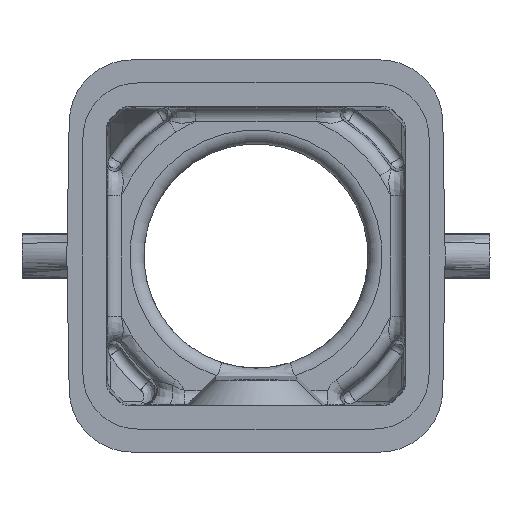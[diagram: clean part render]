
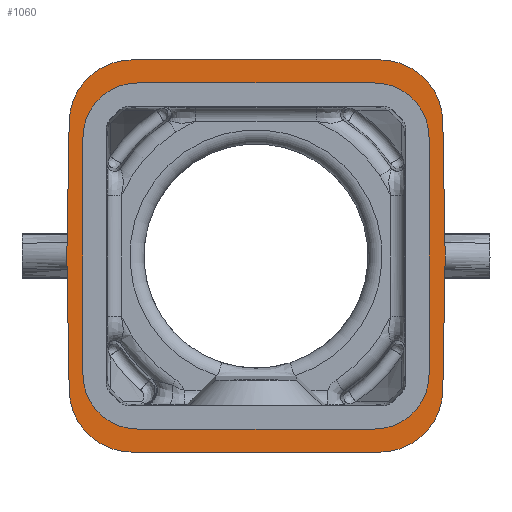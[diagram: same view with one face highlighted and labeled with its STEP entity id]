
A CAD part, front view. The second image highlights one B-rep face of the part: STEP entity #1060.
In plain terms, the highlighted planar face has unit normal (0, -1, 0).
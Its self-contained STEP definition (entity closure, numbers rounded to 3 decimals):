
#887=FACE_BOUND('',#1723,.T.);
#888=FACE_BOUND('',#1724,.T.);
#961=CIRCLE('',#5358,3.9);
#962=CIRCLE('',#5359,3.9);
#963=CIRCLE('',#5360,3.9);
#964=CIRCLE('',#5361,3.9);
#965=CIRCLE('',#5362,4.5);
#966=CIRCLE('',#5363,4.5);
#967=CIRCLE('',#5364,4.5);
#968=CIRCLE('',#5365,4.5);
#1060=ADVANCED_FACE('',(#887,#888),#1319,.F.);
#1319=PLANE('',#5366);
#1723=EDGE_LOOP('',(#2874,#2875,#2876,#2877,#2878,#2879,#2880,#2881));
#1724=EDGE_LOOP('',(#2882,#2883,#2884,#2885,#2886,#2887,#2888,#2889,#2890,
#2891));
#2066=LINE('',#7250,#2384);
#2070=LINE('',#7258,#2388);
#2106=LINE('',#7562,#2424);
#2107=LINE('',#7566,#2425);
#2108=LINE('',#7570,#2426);
#2109=LINE('',#7574,#2427);
#2110=LINE('',#7575,#2428);
#2111=LINE('',#7580,#2429);
#2112=LINE('',#7582,#2430);
#2113=LINE('',#7586,#2431);
#2384=VECTOR('',#5776,1.);
#2388=VECTOR('',#5782,1.);
#2424=VECTOR('',#5884,1.);
#2425=VECTOR('',#5887,1.);
#2426=VECTOR('',#5890,1.);
#2427=VECTOR('',#5893,1.);
#2428=VECTOR('',#5894,1.);
#2429=VECTOR('',#5897,1.);
#2430=VECTOR('',#5898,1.);
#2431=VECTOR('',#5901,1.);
#2874=ORIENTED_EDGE('',*,*,#4631,.T.);
#2875=ORIENTED_EDGE('',*,*,#4632,.F.);
#2876=ORIENTED_EDGE('',*,*,#4633,.F.);
#2877=ORIENTED_EDGE('',*,*,#4634,.F.);
#2878=ORIENTED_EDGE('',*,*,#4635,.F.);
#2879=ORIENTED_EDGE('',*,*,#4636,.F.);
#2880=ORIENTED_EDGE('',*,*,#4637,.T.);
#2881=ORIENTED_EDGE('',*,*,#4638,.T.);
#2882=ORIENTED_EDGE('',*,*,#4639,.T.);
#2883=ORIENTED_EDGE('',*,*,#4640,.T.);
#2884=ORIENTED_EDGE('',*,*,#4641,.T.);
#2885=ORIENTED_EDGE('',*,*,#4642,.T.);
#2886=ORIENTED_EDGE('',*,*,#4643,.T.);
#2887=ORIENTED_EDGE('',*,*,#4644,.T.);
#2888=ORIENTED_EDGE('',*,*,#4645,.T.);
#2889=ORIENTED_EDGE('',*,*,#4548,.T.);
#2890=ORIENTED_EDGE('',*,*,#4552,.T.);
#2891=ORIENTED_EDGE('',*,*,#4646,.T.);
#4106=VERTEX_POINT('',#7249);
#4107=VERTEX_POINT('',#7251);
#4109=VERTEX_POINT('',#7257);
#4178=VERTEX_POINT('',#7560);
#4179=VERTEX_POINT('',#7561);
#4180=VERTEX_POINT('',#7563);
#4181=VERTEX_POINT('',#7565);
#4182=VERTEX_POINT('',#7567);
#4183=VERTEX_POINT('',#7569);
#4184=VERTEX_POINT('',#7571);
#4185=VERTEX_POINT('',#7573);
#4186=VERTEX_POINT('',#7576);
#4187=VERTEX_POINT('',#7577);
#4188=VERTEX_POINT('',#7579);
#4189=VERTEX_POINT('',#7581);
#4190=VERTEX_POINT('',#7583);
#4191=VERTEX_POINT('',#7585);
#4192=VERTEX_POINT('',#7587);
#4548=EDGE_CURVE('',#4107,#4106,#2066,.T.);
#4552=EDGE_CURVE('',#4106,#4109,#2070,.T.);
#4631=EDGE_CURVE('',#4178,#4179,#961,.T.);
#4632=EDGE_CURVE('',#4180,#4179,#2106,.T.);
#4633=EDGE_CURVE('',#4181,#4180,#962,.T.);
#4634=EDGE_CURVE('',#4182,#4181,#2107,.T.);
#4635=EDGE_CURVE('',#4183,#4182,#963,.T.);
#4636=EDGE_CURVE('',#4184,#4183,#2108,.T.);
#4637=EDGE_CURVE('',#4184,#4185,#964,.T.);
#4638=EDGE_CURVE('',#4185,#4178,#2109,.T.);
#4639=EDGE_CURVE('',#4186,#4187,#2110,.T.);
#4640=EDGE_CURVE('',#4187,#4188,#965,.T.);
#4641=EDGE_CURVE('',#4188,#4189,#2111,.T.);
#4642=EDGE_CURVE('',#4189,#4190,#2112,.T.);
#4643=EDGE_CURVE('',#4190,#4191,#966,.T.);
#4644=EDGE_CURVE('',#4191,#4192,#2113,.T.);
#4645=EDGE_CURVE('',#4192,#4107,#967,.T.);
#4646=EDGE_CURVE('',#4109,#4186,#968,.T.);
#5358=AXIS2_PLACEMENT_3D('',#7559,#5882,#5883);
#5359=AXIS2_PLACEMENT_3D('',#7564,#5885,#5886);
#5360=AXIS2_PLACEMENT_3D('',#7568,#5888,#5889);
#5361=AXIS2_PLACEMENT_3D('',#7572,#5891,#5892);
#5362=AXIS2_PLACEMENT_3D('',#7578,#5895,#5896);
#5363=AXIS2_PLACEMENT_3D('',#7584,#5899,#5900);
#5364=AXIS2_PLACEMENT_3D('',#7588,#5902,#5903);
#5365=AXIS2_PLACEMENT_3D('',#7589,#5904,#5905);
#5366=AXIS2_PLACEMENT_3D('',#7590,#5906,#5907);
#5776=DIRECTION('',(0.017,0.,1.));
#5782=DIRECTION('',(-0.017,0.,1.));
#5882=DIRECTION('',(0.,1.,0.));
#5883=DIRECTION('',(0.,0.,1.));
#5884=DIRECTION('',(0.,0.,-1.));
#5885=DIRECTION('',(0.,-1.,0.));
#5886=DIRECTION('',(0.,0.,1.));
#5887=DIRECTION('',(-1.,0.,0.));
#5888=DIRECTION('',(0.,-1.,0.));
#5889=DIRECTION('',(0.,0.,1.));
#5890=DIRECTION('',(0.,0.,1.));
#5891=DIRECTION('',(0.,1.,0.));
#5892=DIRECTION('',(0.,0.,1.));
#5893=DIRECTION('',(-1.,0.,0.));
#5894=DIRECTION('',(-1.,0.,0.));
#5895=DIRECTION('',(0.,-1.,0.));
#5896=DIRECTION('',(1.,0.,0.));
#5897=DIRECTION('',(-0.017,0.,-1.));
#5898=DIRECTION('',(0.017,0.,-1.));
#5899=DIRECTION('',(0.,-1.,0.));
#5900=DIRECTION('',(1.,0.,0.));
#5901=DIRECTION('',(1.,0.,0.));
#5902=DIRECTION('',(0.,-1.,0.));
#5903=DIRECTION('',(1.,0.,0.));
#5904=DIRECTION('',(0.,-1.,0.));
#5905=DIRECTION('',(1.,0.,0.));
#5906=DIRECTION('',(0.,1.,0.));
#5907=DIRECTION('',(1.,0.,0.));
#7249=CARTESIAN_POINT('',(13.5,0.,0.));
#7250=CARTESIAN_POINT('',(13.496,0.,-0.236));
#7251=CARTESIAN_POINT('',(13.333,0.,-9.579));
#7257=CARTESIAN_POINT('',(13.333,0.,9.579));
#7258=CARTESIAN_POINT('',(13.5,0.,0.));
#7559=CARTESIAN_POINT('',(-8.45,0.,-8.45));
#7560=CARTESIAN_POINT('',(-8.45,0.,-12.35));
#7561=CARTESIAN_POINT('',(-12.35,0.,-8.45));
#7562=CARTESIAN_POINT('',(-12.35,0.,12.35));
#7563=CARTESIAN_POINT('',(-12.35,0.,8.45));
#7564=CARTESIAN_POINT('',(-8.45,0.,8.45));
#7565=CARTESIAN_POINT('',(-8.45,0.,12.35));
#7566=CARTESIAN_POINT('',(12.35,0.,12.35));
#7567=CARTESIAN_POINT('',(8.45,0.,12.35));
#7568=CARTESIAN_POINT('',(8.45,0.,8.45));
#7569=CARTESIAN_POINT('',(12.35,0.,8.45));
#7570=CARTESIAN_POINT('',(12.35,0.,-12.35));
#7571=CARTESIAN_POINT('',(12.35,0.,-8.45));
#7572=CARTESIAN_POINT('',(8.45,0.,-8.45));
#7573=CARTESIAN_POINT('',(8.45,0.,-12.35));
#7574=CARTESIAN_POINT('',(0.,0.,-12.35));
#7575=CARTESIAN_POINT('',(13.5,0.,14.));
#7576=CARTESIAN_POINT('',(8.833,0.,14.));
#7577=CARTESIAN_POINT('',(-8.833,0.,14.));
#7578=CARTESIAN_POINT('',(-8.833,0.,9.5));
#7579=CARTESIAN_POINT('',(-13.333,0.,9.579));
#7580=CARTESIAN_POINT('',(-13.5,0.,0.));
#7581=CARTESIAN_POINT('',(-13.5,0.,0.));
#7582=CARTESIAN_POINT('',(-13.496,0.,-0.236));
#7583=CARTESIAN_POINT('',(-13.333,0.,-9.579));
#7584=CARTESIAN_POINT('',(-8.833,0.,-9.5));
#7585=CARTESIAN_POINT('',(-8.833,0.,-14.));
#7586=CARTESIAN_POINT('',(13.5,0.,-14.));
#7587=CARTESIAN_POINT('',(8.833,0.,-14.));
#7588=CARTESIAN_POINT('',(8.833,0.,-9.5));
#7589=CARTESIAN_POINT('',(8.833,0.,9.5));
#7590=CARTESIAN_POINT('',(0.,0.,0.));
